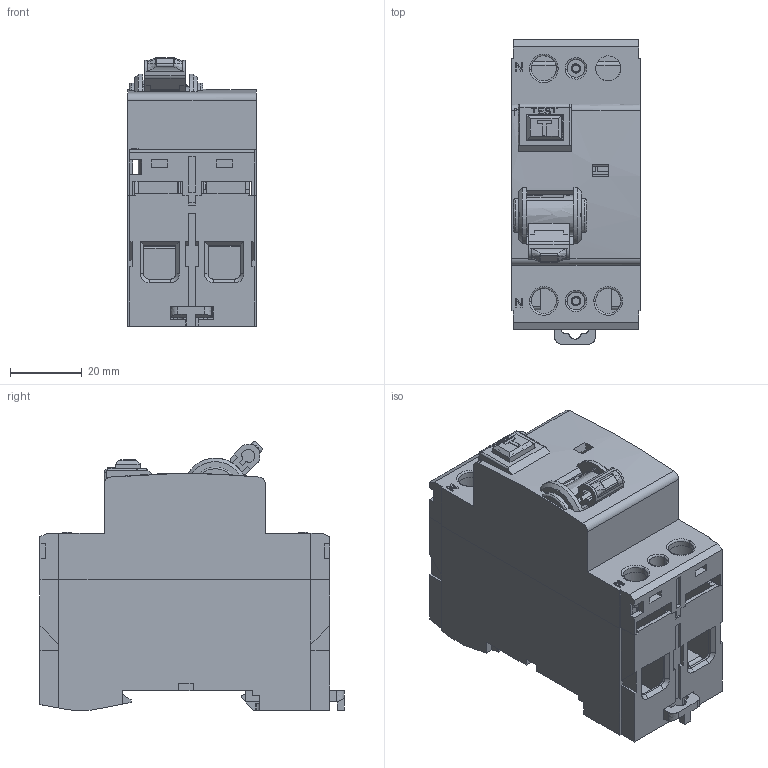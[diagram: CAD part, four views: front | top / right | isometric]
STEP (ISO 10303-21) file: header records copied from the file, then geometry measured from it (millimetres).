
FILE_DESCRIPTION (( 'STEP AP214' ), '1' );
FILE_NAME ('AR054203.STEP', '2023-09-18T05:35:30', ( '' ), ( '' ), 'SwSTEP 2.0', 'SolidWorks 2021', '' );
FILE_SCHEMA (( 'AUTOMOTIVE_DESIGN' ));
Length unit declared in the file: millimetre
Products named in the file (1): AR054203
Bounding box: 36.01 x 85 x 75.08 mm (x, y, z)
Surface area: 58330.7 mm2 (no closed solid volume)
Topology: 0 solids, 5 shells, 1681 faces, 4894 edges, 3230 vertices
Faces by surface type: bspline 1681
Entity records: 55493 total; most frequent: CARTESIAN_POINT 24804, ORIENTED_EDGE 9720, EDGE_CURVE 4894, B_SPLINE_CURVE_WITH_KNOTS 4562, VERTEX_POINT 3230, EDGE_LOOP 1762, ADVANCED_FACE 1681, FACE_OUTER_BOUND 1681
